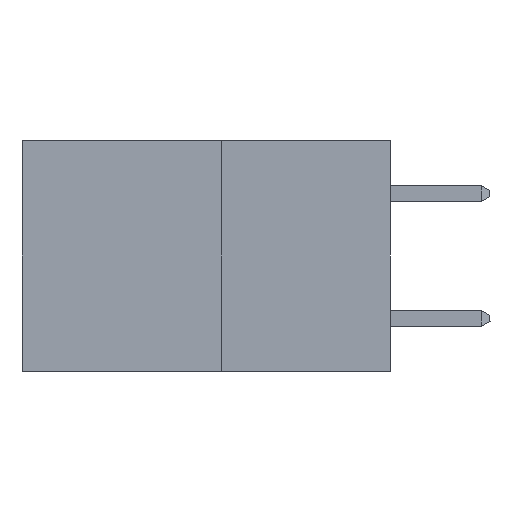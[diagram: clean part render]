
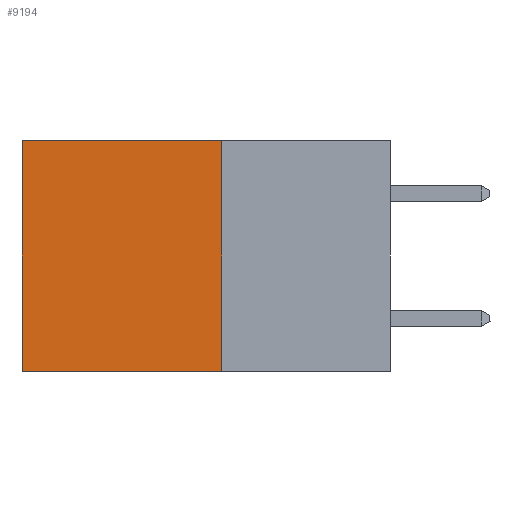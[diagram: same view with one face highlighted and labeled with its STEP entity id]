
A CAD part, left-side view. The second image highlights one B-rep face of the part: STEP entity #9194.
In plain terms, the highlighted planar face has unit normal (-1, 0, 0).
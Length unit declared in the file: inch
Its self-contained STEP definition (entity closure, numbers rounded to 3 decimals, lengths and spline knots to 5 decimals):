
#88 = CARTESIAN_POINT ( 'NONE',  ( 0.277, 0.27, -0.37 ) ) ;
#1089 = VERTEX_POINT ( 'NONE', #88 ) ;
#1673 = EDGE_LOOP ( 'NONE', ( #11001, #12255, #9451, #9889 ) ) ;
#1881 = VERTEX_POINT ( 'NONE', #12158 ) ;
#1914 = CARTESIAN_POINT ( 'NONE',  ( 0.277, 0.59, -0.37 ) ) ;
#2535 = LINE ( 'NONE', #5969, #6663 ) ;
#2703 = CARTESIAN_POINT ( 'NONE',  ( 0.277, 0.27, -0.37 ) ) ;
#3428 = EDGE_CURVE ( 'NONE', #4802, #1089, #2535, .T. ) ;
#3446 = LINE ( 'NONE', #1914, #7503 ) ;
#3825 = CARTESIAN_POINT ( 'NONE',  ( 0.277, 0.27, -0.37 ) ) ;
#3873 = EDGE_CURVE ( 'NONE', #1089, #1881, #17370, .T. ) ;
#4135 = DIRECTION ( 'NONE',  ( 0., 0., -1. ) ) ;
#4802 = VERTEX_POINT ( 'NONE', #6453 ) ;
#5969 = CARTESIAN_POINT ( 'NONE',  ( 0.277, 0.27, -0.37 ) ) ;
#6031 = DIRECTION ( 'NONE',  ( 0., 1., 0. ) ) ;
#6322 = CARTESIAN_POINT ( 'NONE',  ( 0.277, 0.59, 0. ) ) ;
#6453 = CARTESIAN_POINT ( 'NONE',  ( 0.277, 0.27, 0. ) ) ;
#6663 = VECTOR ( 'NONE', #16769, 39.37008 ) ;
#7503 = VECTOR ( 'NONE', #12972, 39.37008 ) ;
#9194 = ADVANCED_FACE ( 'NONE', ( #14955 ), #16286, .F. ) ;
#9451 = ORIENTED_EDGE ( 'NONE', *, *, #3428, .F. ) ;
#9889 = ORIENTED_EDGE ( 'NONE', *, *, #15843, .T. ) ;
#10334 = VECTOR ( 'NONE', #11207, 39.37008 ) ;
#10947 = AXIS2_PLACEMENT_3D ( 'NONE', #2703, #12370, #4135 ) ;
#11001 = ORIENTED_EDGE ( 'NONE', *, *, #11870, .T. ) ;
#11207 = DIRECTION ( 'NONE',  ( 0., 1., 0. ) ) ;
#11870 = EDGE_CURVE ( 'NONE', #16269, #1881, #3446, .T. ) ;
#12158 = CARTESIAN_POINT ( 'NONE',  ( 0.277, 0.59, -0.37 ) ) ;
#12255 = ORIENTED_EDGE ( 'NONE', *, *, #3873, .F. ) ;
#12370 = DIRECTION ( 'NONE',  ( 1., 0., 0. ) ) ;
#12972 = DIRECTION ( 'NONE',  ( 0., 0., -1. ) ) ;
#12980 = LINE ( 'NONE', #15536, #16060 ) ;
#14955 = FACE_OUTER_BOUND ( 'NONE', #1673, .T. ) ;
#15536 = CARTESIAN_POINT ( 'NONE',  ( 0.277, 0.27, 0. ) ) ;
#15843 = EDGE_CURVE ( 'NONE', #4802, #16269, #12980, .T. ) ;
#16060 = VECTOR ( 'NONE', #6031, 39.37008 ) ;
#16269 = VERTEX_POINT ( 'NONE', #6322 ) ;
#16286 = PLANE ( 'NONE',  #10947 ) ;
#16769 = DIRECTION ( 'NONE',  ( 0., 0., -1. ) ) ;
#17370 = LINE ( 'NONE', #3825, #10334 ) ;
